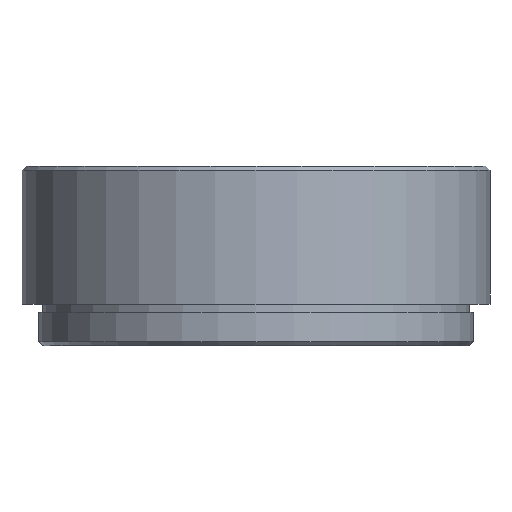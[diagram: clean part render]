
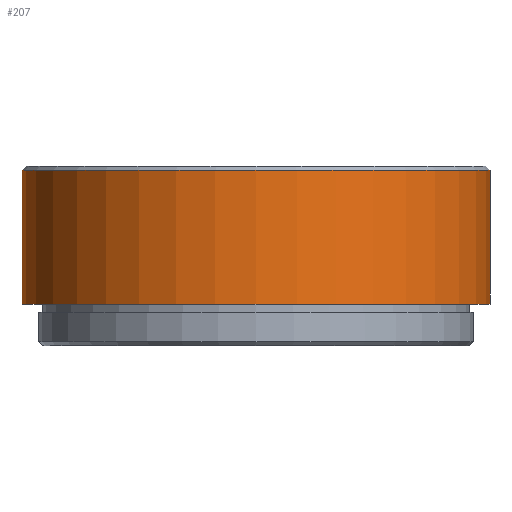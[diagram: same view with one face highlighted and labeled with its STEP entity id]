
A CAD part, front view. The second image highlights one B-rep face of the part: STEP entity #207.
In plain terms, the highlighted cylindrical face has radius 28 mm (diameter 56 mm), a partial arc.
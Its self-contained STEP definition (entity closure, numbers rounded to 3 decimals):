
#60 = ORIENTED_EDGE ( 'NONE', *, *, #275, .F. ) ;
#65 = CARTESIAN_POINT ( 'NONE',  ( 28., 0., 5. ) ) ;
#92 = DIRECTION ( 'NONE',  ( 0., 0., -1. ) ) ;
#141 = EDGE_CURVE ( 'NONE', #1749, #918, #266, .T. ) ;
#153 = VERTEX_POINT ( 'NONE', #509 ) ;
#207 = ADVANCED_FACE ( 'NONE', ( #1321 ), #1191, .T. ) ;
#227 = CARTESIAN_POINT ( 'NONE',  ( -28., 0., 21.5 ) ) ;
#242 = CARTESIAN_POINT ( 'NONE',  ( 0., 0., 21. ) ) ;
#266 = LINE ( 'NONE', #803, #866 ) ;
#275 = EDGE_CURVE ( 'NONE', #918, #153, #316, .T. ) ;
#316 = CIRCLE ( 'NONE', #1161, 28. ) ;
#434 = CIRCLE ( 'NONE', #1110, 28. ) ;
#495 = LINE ( 'NONE', #227, #597 ) ;
#509 = CARTESIAN_POINT ( 'NONE',  ( -28., 0., 5. ) ) ;
#541 = DIRECTION ( 'NONE',  ( 0., 0., -1. ) ) ;
#588 = ORIENTED_EDGE ( 'NONE', *, *, #1301, .T. ) ;
#597 = VECTOR ( 'NONE', #1134, 1000. ) ;
#610 = EDGE_CURVE ( 'NONE', #1749, #805, #434, .T. ) ;
#648 = DIRECTION ( 'NONE',  ( 0., 0., -1. ) ) ;
#663 = EDGE_LOOP ( 'NONE', ( #671, #1132, #588, #60 ) ) ;
#671 = ORIENTED_EDGE ( 'NONE', *, *, #141, .F. ) ;
#676 = CARTESIAN_POINT ( 'NONE',  ( -28., 0., 21. ) ) ;
#755 = CARTESIAN_POINT ( 'NONE',  ( 28., 0., 21. ) ) ;
#760 = DIRECTION ( 'NONE',  ( 0., 0., -1. ) ) ;
#803 = CARTESIAN_POINT ( 'NONE',  ( 28., 0., 21.5 ) ) ;
#805 = VERTEX_POINT ( 'NONE', #676 ) ;
#866 = VECTOR ( 'NONE', #648, 1000. ) ;
#910 = CARTESIAN_POINT ( 'NONE',  ( 0., 0., 21.5 ) ) ;
#918 = VERTEX_POINT ( 'NONE', #65 ) ;
#1110 = AXIS2_PLACEMENT_3D ( 'NONE', #242, #760, #1720 ) ;
#1132 = ORIENTED_EDGE ( 'NONE', *, *, #610, .T. ) ;
#1134 = DIRECTION ( 'NONE',  ( 0., 0., -1. ) ) ;
#1161 = AXIS2_PLACEMENT_3D ( 'NONE', #1499, #541, #1253 ) ;
#1173 = DIRECTION ( 'NONE',  ( -1., 0., 0. ) ) ;
#1191 = CYLINDRICAL_SURFACE ( 'NONE', #1637, 28. ) ;
#1253 = DIRECTION ( 'NONE',  ( -1., 0., 0. ) ) ;
#1301 = EDGE_CURVE ( 'NONE', #805, #153, #495, .T. ) ;
#1321 = FACE_OUTER_BOUND ( 'NONE', #663, .T. ) ;
#1499 = CARTESIAN_POINT ( 'NONE',  ( 0., 0., 5. ) ) ;
#1637 = AXIS2_PLACEMENT_3D ( 'NONE', #910, #92, #1173 ) ;
#1720 = DIRECTION ( 'NONE',  ( 1., 0., 0. ) ) ;
#1749 = VERTEX_POINT ( 'NONE', #755 ) ;
